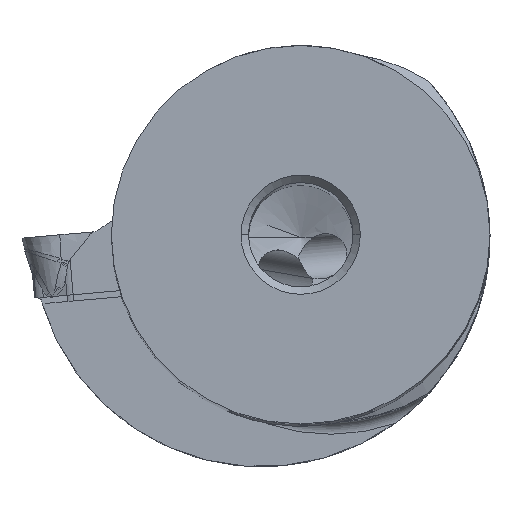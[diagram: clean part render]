
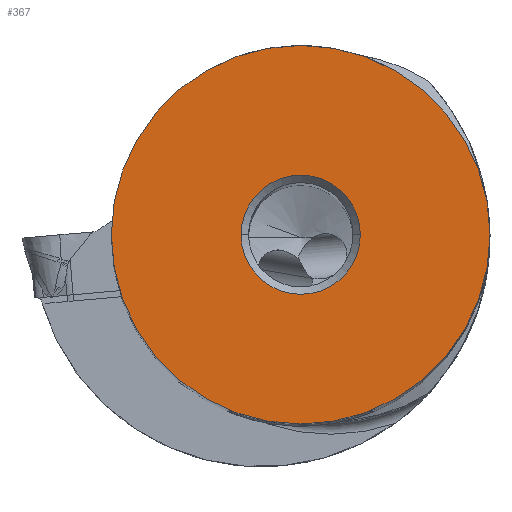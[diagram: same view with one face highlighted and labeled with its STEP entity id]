
A CAD part, top view. The second image highlights one B-rep face of the part: STEP entity #367.
In plain terms, the highlighted planar face has unit normal (0, 0, 1).
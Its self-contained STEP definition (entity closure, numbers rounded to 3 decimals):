
#43=FACE_BOUND('',#792,.T.);
#44=FACE_BOUND('',#793,.T.);
#115=PLANE('',#4004);
#367=ADVANCED_FACE('',(#43,#44),#115,.T.);
#792=EDGE_LOOP('',(#1673,#1674));
#793=EDGE_LOOP('',(#1675,#1676));
#1673=ORIENTED_EDGE('',*,*,#2809,.T.);
#1674=ORIENTED_EDGE('',*,*,#2803,.T.);
#1675=ORIENTED_EDGE('',*,*,#2814,.T.);
#1676=ORIENTED_EDGE('',*,*,#2815,.T.);
#2291=VERTEX_POINT('',#11699);
#2292=VERTEX_POINT('',#11701);
#2301=VERTEX_POINT('',#11723);
#2302=VERTEX_POINT('',#11724);
#2803=EDGE_CURVE('',#2292,#2291,#3328,.T.);
#2809=EDGE_CURVE('',#2291,#2292,#3329,.T.);
#2814=EDGE_CURVE('',#2301,#2302,#3330,.T.);
#2815=EDGE_CURVE('',#2302,#2301,#3331,.T.);
#3328=CIRCLE('',#3994,12.7);
#3329=CIRCLE('',#3998,12.7);
#3330=CIRCLE('',#4002,4.);
#3331=CIRCLE('',#4003,4.);
#3994=AXIS2_PLACEMENT_3D('',#11700,#4539,#4540);
#3998=AXIS2_PLACEMENT_3D('',#11712,#4550,#4551);
#4002=AXIS2_PLACEMENT_3D('',#11722,#4560,#4561);
#4003=AXIS2_PLACEMENT_3D('',#11725,#4562,#4563);
#4004=AXIS2_PLACEMENT_3D('',#11726,#4564,#4565);
#4539=DIRECTION('',(0.,0.,1.));
#4540=DIRECTION('',(-1.,0.,0.));
#4550=DIRECTION('',(0.,0.,1.));
#4551=DIRECTION('',(1.,0.,0.));
#4560=DIRECTION('',(0.,0.,-1.));
#4561=DIRECTION('',(1.,0.,0.));
#4562=DIRECTION('',(0.,0.,-1.));
#4563=DIRECTION('',(-1.,0.,0.));
#4564=DIRECTION('',(0.,0.,1.));
#4565=DIRECTION('',(-1.,0.,0.));
#11699=CARTESIAN_POINT('',(12.7,0.,0.));
#11700=CARTESIAN_POINT('',(0.,0.,0.));
#11701=CARTESIAN_POINT('',(-12.7,0.,0.));
#11712=CARTESIAN_POINT('',(0.,0.,0.));
#11722=CARTESIAN_POINT('',(0.,0.,0.));
#11723=CARTESIAN_POINT('',(4.,0.,0.));
#11724=CARTESIAN_POINT('',(-4.,0.,0.));
#11725=CARTESIAN_POINT('',(0.,0.,0.));
#11726=CARTESIAN_POINT('',(0.,0.,0.));
